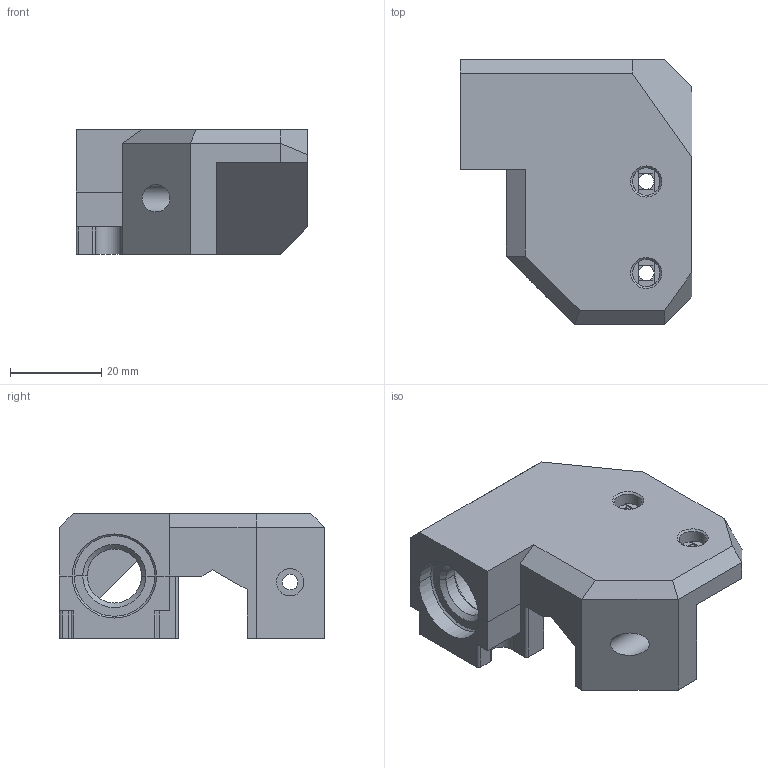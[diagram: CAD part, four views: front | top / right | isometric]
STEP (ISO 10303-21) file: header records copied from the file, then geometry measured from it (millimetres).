
FILE_DESCRIPTION(/* description */ ('','CAx-IF Rec.Pracs.---Representation and Presentation of Product Manufacturing Information (PMI)---4.0---2014-10-13'),/* implementation_level */ '2;1');
FILE_NAME(/* name */ 'Lower_Z_umbilical PUG.step',/* time_stamp */ '2025-02-24T10:43:20-08:00',/* author */ (''),/* organization */ (''),/* preprocessor_version */ 'ST-DEVELOPER v20',/* originating_system */ 'Autodesk Translation Framework v13.20.0.188',/* authorisation */ '');
FILE_SCHEMA (('AP242_MANAGED_MODEL_BASED_3D_ENGINEERING_MIM_LF { 1 0 10303 442 1 1 4 }'));
Length unit declared in the file: millimetre
Products named in the file (1): Lower_Z_umbilical PUG
Bounding box: 50.71 x 57.93 x 27.27 mm (x, y, z)
Volume: 29247.7 mm3; surface area: 12233.4 mm2
Topology: 2 solids, 2 shells, 125 faces, 332 edges, 214 vertices
Faces by surface type: plane 87, cylinder 26, cone 12
Full cylindrical faces by diameter (mm): 2.8 x2, 3.4 x5, 6 x3
Entity records: 3903 total; most frequent: CARTESIAN_POINT 672, ORIENTED_EDGE 664, DIRECTION 658, EDGE_CURVE 332, LINE 258, VECTOR 258, VERTEX_POINT 214, AXIS2_PLACEMENT_3D 200
